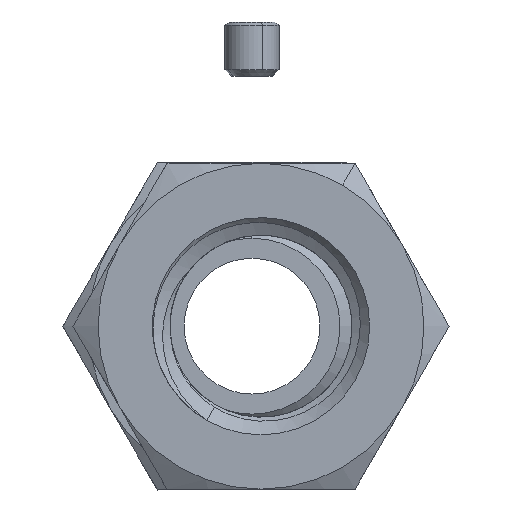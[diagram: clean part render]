
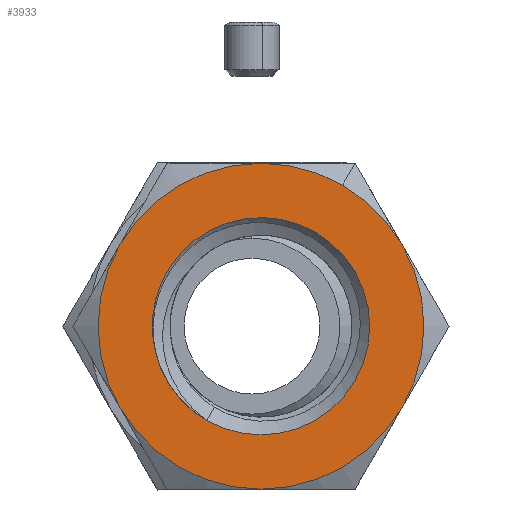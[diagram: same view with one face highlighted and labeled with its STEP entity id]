
A CAD part, front view. The second image highlights one B-rep face of the part: STEP entity #3933.
In plain terms, the highlighted planar face has unit normal (0, -1, 0).
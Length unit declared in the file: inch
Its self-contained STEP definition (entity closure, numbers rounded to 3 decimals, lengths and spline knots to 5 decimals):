
#40 = ORIENTED_EDGE ( 'NONE', *, *, #2909, .F. ) ;
#109 = ORIENTED_EDGE ( 'NONE', *, *, #4677, .F. ) ;
#218 = VERTEX_POINT ( 'NONE', #3620 ) ;
#239 = DIRECTION ( 'NONE',  ( 0., 0., 1. ) ) ;
#248 = CARTESIAN_POINT ( 'NONE',  ( 0., -0.15748, 0. ) ) ;
#255 = CARTESIAN_POINT ( 'NONE',  ( -0.22314, -0.15748, -0.22228 ) ) ;
#256 = DIRECTION ( 'NONE',  ( 0., 1., 0. ) ) ;
#266 = DIRECTION ( 'NONE',  ( 0., 0., 1. ) ) ;
#275 = VERTEX_POINT ( 'NONE', #2015 ) ;
#281 = CARTESIAN_POINT ( 'NONE',  ( 0., -0.15748, 0. ) ) ;
#465 = AXIS2_PLACEMENT_3D ( 'NONE', #2086, #4515, #2450 ) ;
#513 = EDGE_CURVE ( 'NONE', #1576, #218, #3799, .T. ) ;
#561 = AXIS2_PLACEMENT_3D ( 'NONE', #281, #2916, #673 ) ;
#649 = DIRECTION ( 'NONE',  ( 0., 1., 0. ) ) ;
#673 = DIRECTION ( 'NONE',  ( 0., 0., 1. ) ) ;
#680 = EDGE_CURVE ( 'NONE', #275, #3049, #2857, .T. ) ;
#694 = DIRECTION ( 'NONE',  ( 0., 1., 0. ) ) ;
#757 = CIRCLE ( 'NONE', #561, 0.47244 ) ;
#996 = CARTESIAN_POINT ( 'NONE',  ( 0., -0.15748, 0. ) ) ;
#1025 = CARTESIAN_POINT ( 'NONE',  ( 0.23622, -0.15748, -0.40915 ) ) ;
#1112 = DIRECTION ( 'NONE',  ( 0., 0., -1. ) ) ;
#1134 = EDGE_CURVE ( 'NONE', #1789, #2311, #1531, .T. ) ;
#1137 = DIRECTION ( 'NONE',  ( 0., 0., 1. ) ) ;
#1157 = DIRECTION ( 'NONE',  ( 0., 1., 0. ) ) ;
#1160 = AXIS2_PLACEMENT_3D ( 'NONE', #2254, #4682, #2622 ) ;
#1211 = DIRECTION ( 'NONE',  ( 0., 1., 0. ) ) ;
#1239 = CARTESIAN_POINT ( 'NONE',  ( 0., -0.15748, 0. ) ) ;
#1254 = DIRECTION ( 'NONE',  ( 0., 1., 0. ) ) ;
#1275 = DIRECTION ( 'NONE',  ( 0., 0., -1. ) ) ;
#1307 = CARTESIAN_POINT ( 'NONE',  ( 0., -0.15748, 0. ) ) ;
#1448 = VERTEX_POINT ( 'NONE', #1025 ) ;
#1486 = EDGE_CURVE ( 'NONE', #2432, #275, #3346, .T. ) ;
#1531 = CIRCLE ( 'NONE', #3960, 0.47244 ) ;
#1557 = EDGE_LOOP ( 'NONE', ( #2540, #2197, #3828 ) ) ;
#1576 = VERTEX_POINT ( 'NONE', #1781 ) ;
#1607 = AXIS2_PLACEMENT_3D ( 'NONE', #2429, #3709, #2283 ) ;
#1781 = CARTESIAN_POINT ( 'NONE',  ( 0.23622, -0.15748, 0.40915 ) ) ;
#1789 = VERTEX_POINT ( 'NONE', #3621 ) ;
#1816 = ORIENTED_EDGE ( 'NONE', *, *, #513, .F. ) ;
#1935 = ORIENTED_EDGE ( 'NONE', *, *, #1134, .F. ) ;
#1967 = AXIS2_PLACEMENT_3D ( 'NONE', #3351, #1211, #239 ) ;
#2015 = CARTESIAN_POINT ( 'NONE',  ( 0., -0.15748, -0.31496 ) ) ;
#2086 = CARTESIAN_POINT ( 'NONE',  ( 0., -0.15748, 0. ) ) ;
#2197 = ORIENTED_EDGE ( 'NONE', *, *, #1486, .T. ) ;
#2254 = CARTESIAN_POINT ( 'NONE',  ( 0., -0.15748, 0. ) ) ;
#2256 = CARTESIAN_POINT ( 'NONE',  ( 0., -0.15748, 0.47244 ) ) ;
#2283 = DIRECTION ( 'NONE',  ( 0., 0., 1. ) ) ;
#2311 = VERTEX_POINT ( 'NONE', #3167 ) ;
#2382 = CIRCLE ( 'NONE', #4072, 0.31496 ) ;
#2429 = CARTESIAN_POINT ( 'NONE',  ( 0., -0.15748, 0. ) ) ;
#2432 = VERTEX_POINT ( 'NONE', #3602 ) ;
#2450 = DIRECTION ( 'NONE',  ( 0., 0., 1. ) ) ;
#2452 = CIRCLE ( 'NONE', #465, 0.47244 ) ;
#2540 = ORIENTED_EDGE ( 'NONE', *, *, #4000, .T. ) ;
#2594 = AXIS2_PLACEMENT_3D ( 'NONE', #4592, #649, #3247 ) ;
#2622 = DIRECTION ( 'NONE',  ( 0., 0., 1. ) ) ;
#2831 = CIRCLE ( 'NONE', #1607, 0.47244 ) ;
#2857 = CIRCLE ( 'NONE', #3719, 0.31496 ) ;
#2869 = ORIENTED_EDGE ( 'NONE', *, *, #3200, .F. ) ;
#2874 = ORIENTED_EDGE ( 'NONE', *, *, #3788, .F. ) ;
#2895 = PLANE ( 'NONE',  #2594 ) ;
#2909 = EDGE_CURVE ( 'NONE', #3371, #1576, #2831, .T. ) ;
#2916 = DIRECTION ( 'NONE',  ( 0., 1., 0. ) ) ;
#2921 = CIRCLE ( 'NONE', #4430, 0.47244 ) ;
#2925 = CARTESIAN_POINT ( 'NONE',  ( -0.23622, -0.15748, 0.40915 ) ) ;
#2941 = CARTESIAN_POINT ( 'NONE',  ( 0., -0.15748, 0. ) ) ;
#3049 = VERTEX_POINT ( 'NONE', #255 ) ;
#3167 = CARTESIAN_POINT ( 'NONE',  ( -0.47244, -0.15748, 0. ) ) ;
#3200 = EDGE_CURVE ( 'NONE', #1448, #1789, #2921, .T. ) ;
#3247 = DIRECTION ( 'NONE',  ( 0., 0., 1. ) ) ;
#3291 = DIRECTION ( 'NONE',  ( 0., 0., -1. ) ) ;
#3318 = FACE_OUTER_BOUND ( 'NONE', #4004, .T. ) ;
#3346 = CIRCLE ( 'NONE', #3726, 0.31496 ) ;
#3351 = CARTESIAN_POINT ( 'NONE',  ( 0., -0.15748, 0. ) ) ;
#3371 = VERTEX_POINT ( 'NONE', #2256 ) ;
#3574 = DIRECTION ( 'NONE',  ( 0., 1., 0. ) ) ;
#3596 = CIRCLE ( 'NONE', #1160, 0.47244 ) ;
#3602 = CARTESIAN_POINT ( 'NONE',  ( 0., -0.15748, 0.31496 ) ) ;
#3620 = CARTESIAN_POINT ( 'NONE',  ( 0.47244, -0.15748, 0. ) ) ;
#3621 = CARTESIAN_POINT ( 'NONE',  ( -0.23622, -0.15748, -0.40915 ) ) ;
#3709 = DIRECTION ( 'NONE',  ( 0., 1., 0. ) ) ;
#3719 = AXIS2_PLACEMENT_3D ( 'NONE', #996, #3574, #1112 ) ;
#3721 = ORIENTED_EDGE ( 'NONE', *, *, #4416, .F. ) ;
#3726 = AXIS2_PLACEMENT_3D ( 'NONE', #1239, #1254, #1275 ) ;
#3788 = EDGE_CURVE ( 'NONE', #2311, #3976, #757, .T. ) ;
#3799 = CIRCLE ( 'NONE', #1967, 0.47244 ) ;
#3828 = ORIENTED_EDGE ( 'NONE', *, *, #680, .T. ) ;
#3933 = ADVANCED_FACE ( 'N', ( #4691, #3318 ), #2895, .F. ) ;
#3960 = AXIS2_PLACEMENT_3D ( 'NONE', #248, #256, #266 ) ;
#3976 = VERTEX_POINT ( 'NONE', #2925 ) ;
#4000 = EDGE_CURVE ( 'NONE', #3049, #2432, #2382, .T. ) ;
#4004 = EDGE_LOOP ( 'NONE', ( #3721, #2874, #1935, #2869, #109, #1816, #40 ) ) ;
#4072 = AXIS2_PLACEMENT_3D ( 'NONE', #2941, #694, #3291 ) ;
#4416 = EDGE_CURVE ( 'NONE', #3976, #3371, #2452, .T. ) ;
#4430 = AXIS2_PLACEMENT_3D ( 'NONE', #1307, #1157, #1137 ) ;
#4515 = DIRECTION ( 'NONE',  ( 0., 1., 0. ) ) ;
#4592 = CARTESIAN_POINT ( 'NONE',  ( -0.47244, -0.15748, -0.27276 ) ) ;
#4677 = EDGE_CURVE ( 'NONE', #218, #1448, #3596, .T. ) ;
#4682 = DIRECTION ( 'NONE',  ( 0., 1., 0. ) ) ;
#4691 = FACE_BOUND ( 'NONE', #1557, .T. ) ;
